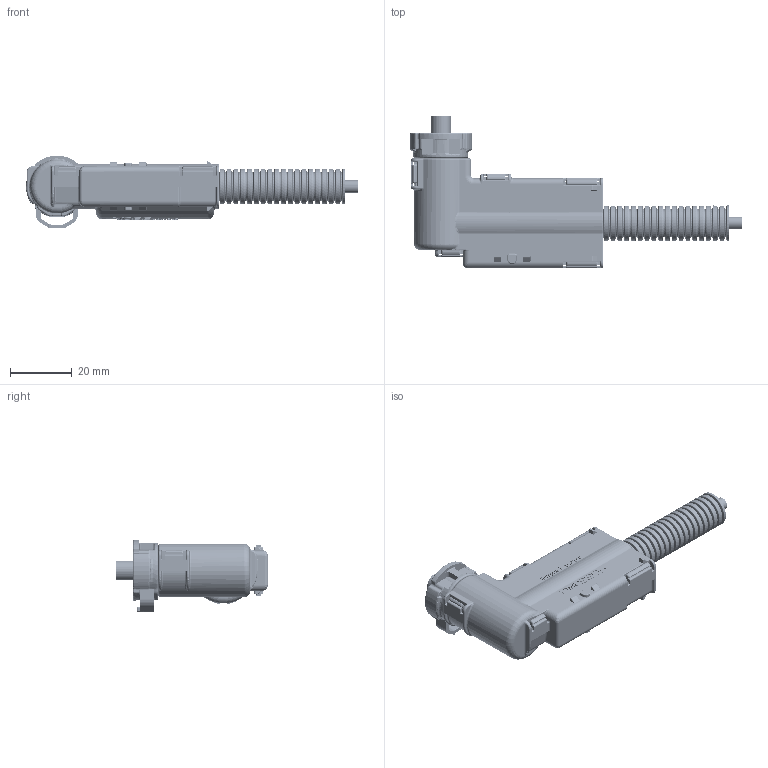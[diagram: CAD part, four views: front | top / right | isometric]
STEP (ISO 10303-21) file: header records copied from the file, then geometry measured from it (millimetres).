
FILE_DESCRIPTION(('CATIA V5 STEP','CAx-IF Rec.Pracs.--- Model Styling and Organization---1.4--- 2014-01-23'),'2;1');
FILE_NAME('Download-SV241NSL WKU 90GRAD_1_4_ 4x1_heated.stp','2019-06-27T09:34:55+00:00',('none'),('none'),'CATIA Version 5-6 Release 2016 SP3 HF59','CATIA V5 STEP AP214 Edition 3','none');
FILE_SCHEMA(('AUTOMOTIVE_DESIGN { 1 0 10303 214 3 1 1 1 }'));
Length unit declared in the file: millimetre
Products named in the file (1): Download-SV241NSL WKU 90° 1_4_ 4x1 heated
Bounding box: 107.29 x 49.12 x 23.47 mm (x, y, z)
Volume: 15707.1 mm3; surface area: 29412.9 mm2
Topology: 7 solids, 7 shells, 6713 faces, 16743 edges, 9814 vertices
Faces by surface type: cylinder 2054, plane 1851, torus 1237, bspline 1012, cone 318, sphere 166, extrusion 66, revolution 9
Entity records: 252205 total; most frequent: CARTESIAN_POINT 113726, ORIENTED_EDGE 32910, DIRECTION 20662, EDGE_CURVE 16455, AXIS2_PLACEMENT_3D 9945, VERTEX_POINT 9812, EDGE_LOOP 6787, ADVANCED_FACE 6713
